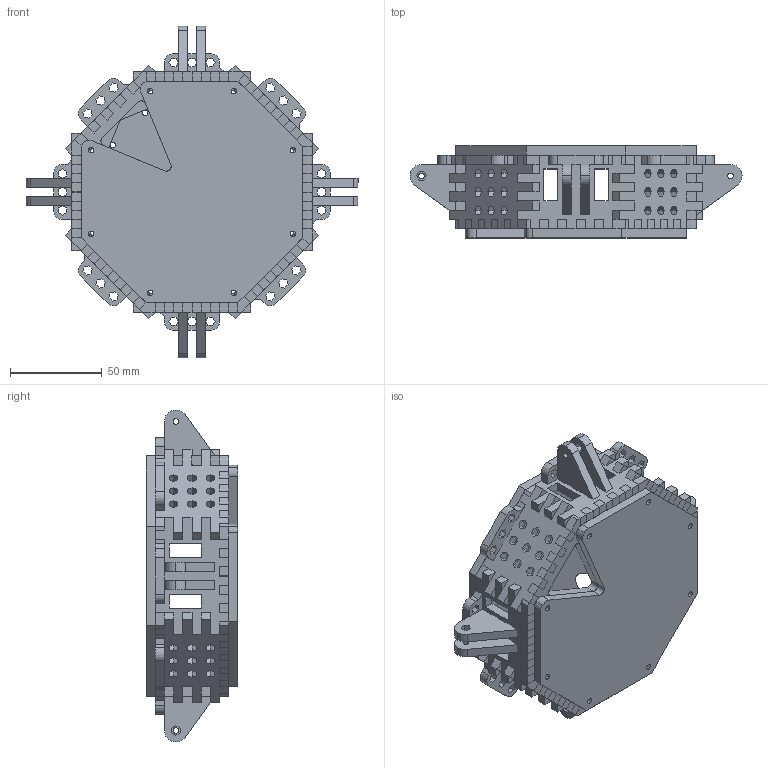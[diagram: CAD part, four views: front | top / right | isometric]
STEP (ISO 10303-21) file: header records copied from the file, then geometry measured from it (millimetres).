
FILE_DESCRIPTION (( 'STEP AP214' ), '1' );
FILE_NAME ('Octagonal body 10-10.STEP', '2016-10-10T18:30:39', ( '' ), ( '' ), 'SwSTEP 2.0', 'SolidWorks 2015', '' );
FILE_SCHEMA (( 'AUTOMOTIVE_DESIGN' ));
Length unit declared in the file: inch
Products named in the file (9): Top 2; Bottom 2; Arm Tab; Octagonal body 10-10; Inner Octagon Wall Arm; Arm Tab_Nut; Bottom Octagonal Wall; Inner Octagon Wall; Top Octagonal Wall
Assembly tree (20 placements, depth 2):
  Octagonal body 10-10
    Top Octagonal Wall
    Inner Octagon Wall  x4
    Bottom Octagonal Wall
    Inner Octagon Wall Arm  x4
    Arm Tab  x4
    Arm Tab_Nut  x4
    Top 2
    Bottom 2
Bounding box: 180.71 x 50 x 180.71 mm (x, y, z)
Volume: 277582.1 mm3; surface area: 163947.9 mm2
Topology: 20 solids, 20 shells, 1807 faces, 5301 edges, 3534 vertices
Faces by surface type: plane 1694, cylinder 113
Entity records: 35307 total; most frequent: CARTESIAN_POINT 6213, ORIENTED_EDGE 6174, DIRECTION 5413, EDGE_CURVE 3087, VECTOR 2897, LINE 2897, VERTEX_POINT 2058, EDGE_LOOP 1283
